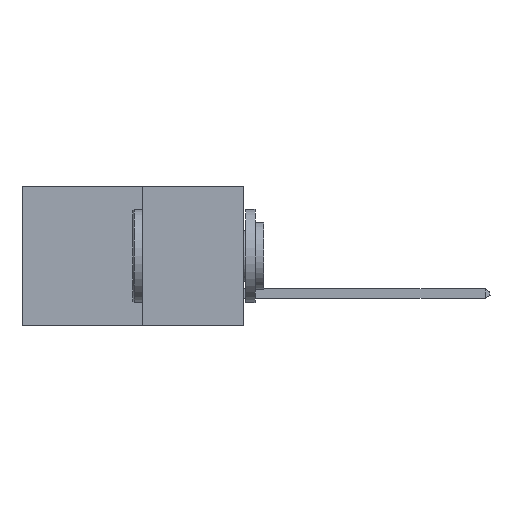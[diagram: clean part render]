
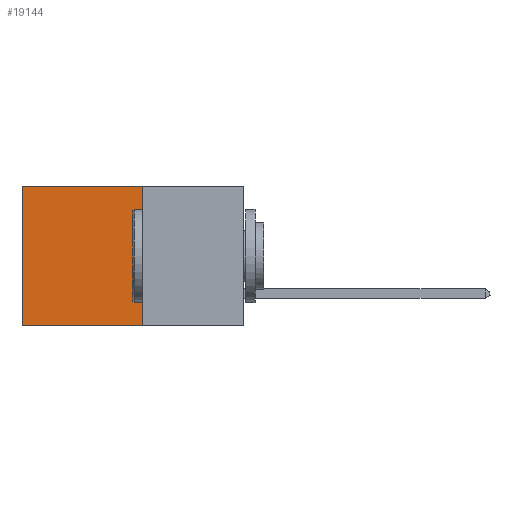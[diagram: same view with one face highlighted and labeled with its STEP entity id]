
A CAD part, left-side view. The second image highlights one B-rep face of the part: STEP entity #19144.
In plain terms, the highlighted planar face has unit normal (-1, 0, 0).
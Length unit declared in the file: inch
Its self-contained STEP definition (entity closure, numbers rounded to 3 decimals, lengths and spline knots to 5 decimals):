
#490 = VERTEX_POINT ( 'NONE', #18981 ) ;
#947 = LINE ( 'NONE', #29151, #13345 ) ;
#1535 = DIRECTION ( 'NONE',  ( 0., 1., 0. ) ) ;
#2882 = EDGE_LOOP ( 'NONE', ( #22736, #3760, #25197, #16188 ) ) ;
#3126 = VERTEX_POINT ( 'NONE', #9845 ) ;
#3760 = ORIENTED_EDGE ( 'NONE', *, *, #24483, .F. ) ;
#4185 = AXIS2_PLACEMENT_3D ( 'NONE', #4681, #7126, #24317 ) ;
#4681 = CARTESIAN_POINT ( 'NONE',  ( 0.277, 0.27, -0.37 ) ) ;
#5202 = CARTESIAN_POINT ( 'NONE',  ( 0.277, 0.27, -0.37 ) ) ;
#6246 = CARTESIAN_POINT ( 'NONE',  ( 0.277, 0.27, -0.37 ) ) ;
#6281 = DIRECTION ( 'NONE',  ( 0., 0., -1. ) ) ;
#6499 = FACE_OUTER_BOUND ( 'NONE', #2882, .T. ) ;
#7126 = DIRECTION ( 'NONE',  ( 1., 0., 0. ) ) ;
#7335 = LINE ( 'NONE', #18734, #26141 ) ;
#9845 = CARTESIAN_POINT ( 'NONE',  ( 0.277, 0.59, 0. ) ) ;
#10081 = EDGE_CURVE ( 'NONE', #3126, #490, #947, .T. ) ;
#12519 = VECTOR ( 'NONE', #1535, 39.37008 ) ;
#13345 = VECTOR ( 'NONE', #29173, 39.37008 ) ;
#14065 = LINE ( 'NONE', #30682, #12519 ) ;
#15531 = EDGE_CURVE ( 'NONE', #22999, #19280, #19501, .T. ) ;
#16188 = ORIENTED_EDGE ( 'NONE', *, *, #20913, .T. ) ;
#18053 = CARTESIAN_POINT ( 'NONE',  ( 0.277, 0.27, 0. ) ) ;
#18734 = CARTESIAN_POINT ( 'NONE',  ( 0.277, 0.27, 0. ) ) ;
#18981 = CARTESIAN_POINT ( 'NONE',  ( 0.277, 0.59, -0.37 ) ) ;
#19144 = ADVANCED_FACE ( 'NONE', ( #6499 ), #19456, .F. ) ;
#19280 = VERTEX_POINT ( 'NONE', #5202 ) ;
#19456 = PLANE ( 'NONE',  #4185 ) ;
#19501 = LINE ( 'NONE', #6246, #25179 ) ;
#20913 = EDGE_CURVE ( 'NONE', #22999, #3126, #7335, .T. ) ;
#22736 = ORIENTED_EDGE ( 'NONE', *, *, #10081, .T. ) ;
#22999 = VERTEX_POINT ( 'NONE', #18053 ) ;
#24317 = DIRECTION ( 'NONE',  ( 0., 0., -1. ) ) ;
#24483 = EDGE_CURVE ( 'NONE', #19280, #490, #14065, .T. ) ;
#25179 = VECTOR ( 'NONE', #6281, 39.37008 ) ;
#25197 = ORIENTED_EDGE ( 'NONE', *, *, #15531, .F. ) ;
#26141 = VECTOR ( 'NONE', #28277, 39.37008 ) ;
#28277 = DIRECTION ( 'NONE',  ( 0., 1., 0. ) ) ;
#29151 = CARTESIAN_POINT ( 'NONE',  ( 0.277, 0.59, -0.37 ) ) ;
#29173 = DIRECTION ( 'NONE',  ( 0., 0., -1. ) ) ;
#30682 = CARTESIAN_POINT ( 'NONE',  ( 0.277, 0.27, -0.37 ) ) ;
